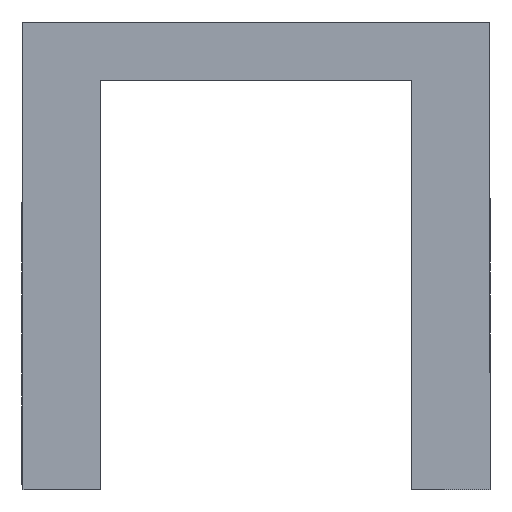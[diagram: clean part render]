
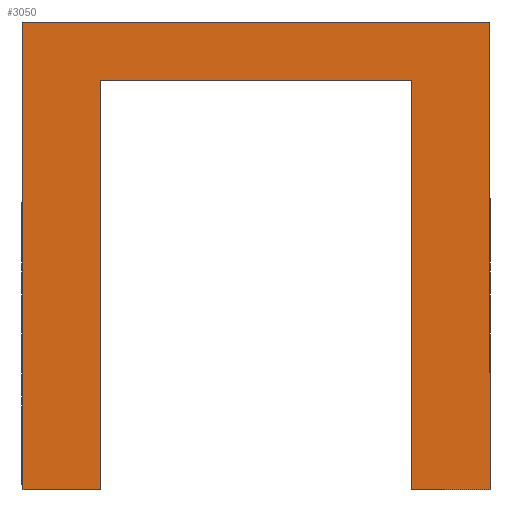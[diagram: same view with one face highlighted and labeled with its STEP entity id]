
A CAD part, front view. The second image highlights one B-rep face of the part: STEP entity #3050.
In plain terms, the highlighted planar face has unit normal (0, -1, 0).
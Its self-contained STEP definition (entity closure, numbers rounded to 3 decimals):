
#66 = CARTESIAN_POINT ( 'NONE',  ( 0., 0., 0. ) ) ;
#147 = DIRECTION ( 'NONE',  ( -1., 0., 0. ) ) ;
#294 = CARTESIAN_POINT ( 'NONE',  ( -6., 0., 1.5 ) ) ;
#510 = DIRECTION ( 'NONE',  ( 0., 0., -1. ) ) ;
#524 = CARTESIAN_POINT ( 'NONE',  ( 4., 0., 0. ) ) ;
#547 = DIRECTION ( 'NONE',  ( 0., 0., -1. ) ) ;
#632 = PLANE ( 'NONE',  #2056 ) ;
#633 = LINE ( 'NONE', #2417, #3658 ) ;
#673 = LINE ( 'NONE', #524, #2851 ) ;
#728 = LINE ( 'NONE', #3633, #2453 ) ;
#1014 = ORIENTED_EDGE ( 'NONE', *, *, #3165, .F. ) ;
#1029 = VECTOR ( 'NONE', #1991, 1000. ) ;
#1089 = CARTESIAN_POINT ( 'NONE',  ( -4., 0., 0. ) ) ;
#1095 = CARTESIAN_POINT ( 'NONE',  ( -4., 0., -10.5 ) ) ;
#1096 = DIRECTION ( 'NONE',  ( -1., 0., 0. ) ) ;
#1102 = CARTESIAN_POINT ( 'NONE',  ( 4., 0., 0. ) ) ;
#1144 = EDGE_CURVE ( 'NONE', #2913, #3327, #1921, .T. ) ;
#1187 = EDGE_CURVE ( 'NONE', #3231, #3689, #1833, .T. ) ;
#1194 = DIRECTION ( 'NONE',  ( 0., 1., 0. ) ) ;
#1206 = VECTOR ( 'NONE', #2283, 1000. ) ;
#1346 = ORIENTED_EDGE ( 'NONE', *, *, #3637, .F. ) ;
#1409 = DIRECTION ( 'NONE',  ( 0., 0., 1. ) ) ;
#1478 = EDGE_CURVE ( 'NONE', #3327, #2036, #633, .T. ) ;
#1711 = VECTOR ( 'NONE', #547, 1000. ) ;
#1738 = ORIENTED_EDGE ( 'NONE', *, *, #1478, .F. ) ;
#1821 = EDGE_LOOP ( 'NONE', ( #3243, #2543, #2474, #3045, #1346, #2233, #1014, #1738 ) ) ;
#1833 = LINE ( 'NONE', #2547, #1029 ) ;
#1921 = LINE ( 'NONE', #1089, #1711 ) ;
#1991 = DIRECTION ( 'NONE',  ( -1., 0., 0. ) ) ;
#2036 = VERTEX_POINT ( 'NONE', #3533 ) ;
#2056 = AXIS2_PLACEMENT_3D ( 'NONE', #66, #1194, #3465 ) ;
#2167 = LINE ( 'NONE', #1102, #2841 ) ;
#2187 = CARTESIAN_POINT ( 'NONE',  ( 6., 0., -10.5 ) ) ;
#2233 = ORIENTED_EDGE ( 'NONE', *, *, #3678, .F. ) ;
#2283 = DIRECTION ( 'NONE',  ( 0., 0., 1. ) ) ;
#2376 = VERTEX_POINT ( 'NONE', #3144 ) ;
#2377 = EDGE_CURVE ( 'NONE', #2376, #2913, #673, .T. ) ;
#2417 = CARTESIAN_POINT ( 'NONE',  ( -4., 0., -10.5 ) ) ;
#2453 = VECTOR ( 'NONE', #2776, 1000. ) ;
#2474 = ORIENTED_EDGE ( 'NONE', *, *, #3204, .F. ) ;
#2476 = VERTEX_POINT ( 'NONE', #2959 ) ;
#2504 = CARTESIAN_POINT ( 'NONE',  ( 4., 0., -10.5 ) ) ;
#2543 = ORIENTED_EDGE ( 'NONE', *, *, #2377, .F. ) ;
#2547 = CARTESIAN_POINT ( 'NONE',  ( 4., 0., -10.5 ) ) ;
#2600 = CARTESIAN_POINT ( 'NONE',  ( -6., 0., -10.5 ) ) ;
#2647 = CARTESIAN_POINT ( 'NONE',  ( -4., 0., 0. ) ) ;
#2704 = LINE ( 'NONE', #2600, #1206 ) ;
#2776 = DIRECTION ( 'NONE',  ( 1., 0., 0. ) ) ;
#2841 = VECTOR ( 'NONE', #1409, 1000. ) ;
#2851 = VECTOR ( 'NONE', #1096, 1000. ) ;
#2902 = VECTOR ( 'NONE', #510, 1000. ) ;
#2913 = VERTEX_POINT ( 'NONE', #2647 ) ;
#2959 = CARTESIAN_POINT ( 'NONE',  ( 6., 0., 1.5 ) ) ;
#3045 = ORIENTED_EDGE ( 'NONE', *, *, #1187, .F. ) ;
#3050 = ADVANCED_FACE ( 'NONE', ( #3236 ), #632, .F. ) ;
#3144 = CARTESIAN_POINT ( 'NONE',  ( 4., 0., 0. ) ) ;
#3165 = EDGE_CURVE ( 'NONE', #2036, #3450, #2704, .T. ) ;
#3204 = EDGE_CURVE ( 'NONE', #3689, #2376, #2167, .T. ) ;
#3231 = VERTEX_POINT ( 'NONE', #3377 ) ;
#3236 = FACE_OUTER_BOUND ( 'NONE', #1821, .T. ) ;
#3243 = ORIENTED_EDGE ( 'NONE', *, *, #1144, .F. ) ;
#3299 = LINE ( 'NONE', #2187, #2902 ) ;
#3327 = VERTEX_POINT ( 'NONE', #1095 ) ;
#3377 = CARTESIAN_POINT ( 'NONE',  ( 6., 0., -10.5 ) ) ;
#3450 = VERTEX_POINT ( 'NONE', #294 ) ;
#3465 = DIRECTION ( 'NONE',  ( 0., 0., 1. ) ) ;
#3533 = CARTESIAN_POINT ( 'NONE',  ( -6., 0., -10.5 ) ) ;
#3633 = CARTESIAN_POINT ( 'NONE',  ( -6., 0., 1.5 ) ) ;
#3637 = EDGE_CURVE ( 'NONE', #2476, #3231, #3299, .T. ) ;
#3658 = VECTOR ( 'NONE', #147, 1000. ) ;
#3678 = EDGE_CURVE ( 'NONE', #3450, #2476, #728, .T. ) ;
#3689 = VERTEX_POINT ( 'NONE', #2504 ) ;
